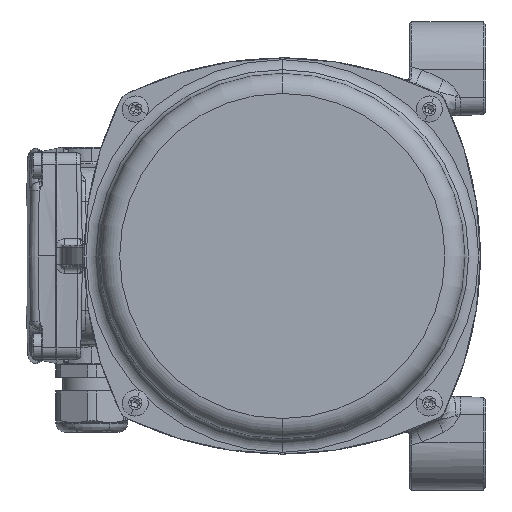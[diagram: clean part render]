
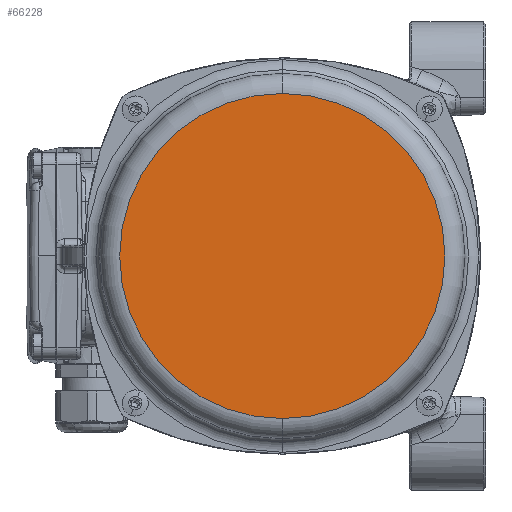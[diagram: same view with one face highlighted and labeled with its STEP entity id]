
A CAD part, left-side view. The second image highlights one B-rep face of the part: STEP entity #66228.
In plain terms, the highlighted planar face has unit normal (-1, 0, 0).
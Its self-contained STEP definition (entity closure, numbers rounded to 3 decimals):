
#2513 = AXIS2_PLACEMENT_3D ( 'NONE', #51225, #40021, #119435 ) ;
#4243 = ORIENTED_EDGE ( 'NONE', *, *, #141597, .T. ) ;
#4488 = FACE_OUTER_BOUND ( 'NONE', #13299, .T. ) ;
#11051 = DIRECTION ( 'NONE',  ( 0., 0., 1. ) ) ;
#13299 = EDGE_LOOP ( 'NONE', ( #23647, #4243 ) ) ;
#13441 = AXIS2_PLACEMENT_3D ( 'NONE', #44615, #114382, #11051 ) ;
#16252 = DIRECTION ( 'NONE',  ( 0., 0., 1. ) ) ;
#16984 = AXIS2_PLACEMENT_3D ( 'NONE', #120601, #86024, #16252 ) ;
#23647 = ORIENTED_EDGE ( 'NONE', *, *, #74639, .T. ) ;
#40021 = DIRECTION ( 'NONE',  ( -1., 0., 0. ) ) ;
#41431 = CARTESIAN_POINT ( 'NONE',  ( -154., 0., 74.7 ) ) ;
#44615 = CARTESIAN_POINT ( 'NONE',  ( -154., 74.7, 0. ) ) ;
#46501 = VERTEX_POINT ( 'NONE', #41431 ) ;
#50322 = CIRCLE ( 'NONE', #16984, 74.7 ) ;
#51225 = CARTESIAN_POINT ( 'NONE',  ( -154., 0., 0. ) ) ;
#66228 = ADVANCED_FACE ( 'NONE', ( #4488 ), #91511, .T. ) ;
#71890 = VERTEX_POINT ( 'NONE', #126227 ) ;
#74639 = EDGE_CURVE ( 'NONE', #46501, #71890, #112353, .T. ) ;
#86024 = DIRECTION ( 'NONE',  ( -1., 0., 0. ) ) ;
#91511 = PLANE ( 'NONE',  #13441 ) ;
#112353 = CIRCLE ( 'NONE', #2513, 74.7 ) ;
#114382 = DIRECTION ( 'NONE',  ( -1., 0., 0. ) ) ;
#119435 = DIRECTION ( 'NONE',  ( 0., 0., 1. ) ) ;
#120601 = CARTESIAN_POINT ( 'NONE',  ( -154., 0., 0. ) ) ;
#126227 = CARTESIAN_POINT ( 'NONE',  ( -154., 0., -74.7 ) ) ;
#141597 = EDGE_CURVE ( 'NONE', #71890, #46501, #50322, .T. ) ;
